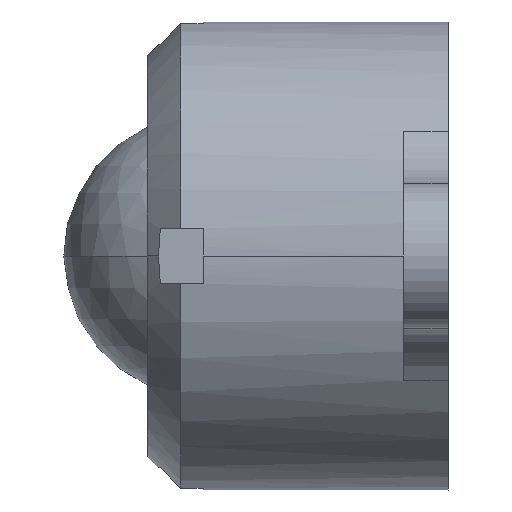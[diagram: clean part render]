
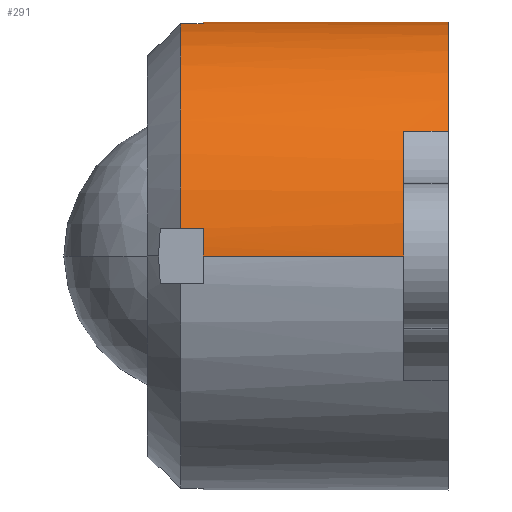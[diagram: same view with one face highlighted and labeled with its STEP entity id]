
A CAD part, left-side view. The second image highlights one B-rep face of the part: STEP entity #291.
In plain terms, the highlighted cylindrical face has radius 21 mm (diameter 42 mm), a partial arc.
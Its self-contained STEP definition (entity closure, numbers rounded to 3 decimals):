
#29 = VERTEX_POINT ( 'NONE', #459 ) ;
#31 = EDGE_CURVE ( 'NONE', #358, #29, #454, .T. ) ;
#44 = ORIENTED_EDGE ( 'NONE', *, *, #31, .T. ) ;
#291 = ADVANCED_FACE ( 'NONE', ( #908 ), #907, .T. ) ;
#292 = EDGE_LOOP ( 'NONE', ( #293, #297, #316, #318, #321, #324, #327, #344, #347, #350, #353, #356, #44, #403, #406, #409 ) ) ;
#293 = ORIENTED_EDGE ( 'NONE', *, *, #294, .T. ) ;
#294 = EDGE_CURVE ( 'NONE', #295, #296, #901, .T. ) ;
#295 = VERTEX_POINT ( 'NONE', #897 ) ;
#296 = VERTEX_POINT ( 'NONE', #896 ) ;
#297 = ORIENTED_EDGE ( 'NONE', *, *, #298, .T. ) ;
#298 = EDGE_CURVE ( 'NONE', #296, #299, #895, .T. ) ;
#299 = VERTEX_POINT ( 'NONE', #891 ) ;
#300 = VERTEX_POINT ( 'NONE', #890 ) ;
#316 = ORIENTED_EDGE ( 'NONE', *, *, #317, .F. ) ;
#317 = EDGE_CURVE ( 'NONE', #300, #299, #923, .T. ) ;
#318 = ORIENTED_EDGE ( 'NONE', *, *, #319, .F. ) ;
#319 = EDGE_CURVE ( 'NONE', #320, #300, #918, .T. ) ;
#320 = VERTEX_POINT ( 'NONE', #914 ) ;
#321 = ORIENTED_EDGE ( 'NONE', *, *, #322, .F. ) ;
#322 = EDGE_CURVE ( 'NONE', #323, #320, #970, .T. ) ;
#323 = VERTEX_POINT ( 'NONE', #965 ) ;
#324 = ORIENTED_EDGE ( 'NONE', *, *, #325, .F. ) ;
#325 = EDGE_CURVE ( 'NONE', #326, #323, #964, .T. ) ;
#326 = VERTEX_POINT ( 'NONE', #960 ) ;
#327 = ORIENTED_EDGE ( 'NONE', *, *, #328, .F. ) ;
#328 = EDGE_CURVE ( 'NONE', #329, #326, #959, .T. ) ;
#329 = VERTEX_POINT ( 'NONE', #954 ) ;
#344 = ORIENTED_EDGE ( 'NONE', *, *, #345, .F. ) ;
#345 = EDGE_CURVE ( 'NONE', #346, #329, #978, .T. ) ;
#346 = VERTEX_POINT ( 'NONE', #1032 ) ;
#347 = ORIENTED_EDGE ( 'NONE', *, *, #348, .F. ) ;
#348 = EDGE_CURVE ( 'NONE', #349, #346, #1030, .T. ) ;
#349 = VERTEX_POINT ( 'NONE', #1031 ) ;
#350 = ORIENTED_EDGE ( 'NONE', *, *, #351, .T. ) ;
#351 = EDGE_CURVE ( 'NONE', #349, #352, #1025, .T. ) ;
#352 = VERTEX_POINT ( 'NONE', #1021 ) ;
#353 = ORIENTED_EDGE ( 'NONE', *, *, #354, .T. ) ;
#354 = EDGE_CURVE ( 'NONE', #352, #355, #1020, .T. ) ;
#355 = VERTEX_POINT ( 'NONE', #1015 ) ;
#356 = ORIENTED_EDGE ( 'NONE', *, *, #357, .F. ) ;
#357 = EDGE_CURVE ( 'NONE', #358, #355, #1014, .T. ) ;
#358 = VERTEX_POINT ( 'NONE', #1010 ) ;
#403 = ORIENTED_EDGE ( 'NONE', *, *, #404, .T. ) ;
#404 = EDGE_CURVE ( 'NONE', #29, #405, #1145, .T. ) ;
#405 = VERTEX_POINT ( 'NONE', #1141 ) ;
#406 = ORIENTED_EDGE ( 'NONE', *, *, #407, .T. ) ;
#407 = EDGE_CURVE ( 'NONE', #405, #408, #1140, .T. ) ;
#408 = VERTEX_POINT ( 'NONE', #1135 ) ;
#409 = ORIENTED_EDGE ( 'NONE', *, *, #410, .F. ) ;
#410 = EDGE_CURVE ( 'NONE', #295, #408, #1134, .T. ) ;
#450 = DIRECTION ( 'NONE',  ( 1., 0., 0. ) ) ;
#451 = DIRECTION ( 'NONE',  ( 0., 1., 0. ) ) ;
#452 = CARTESIAN_POINT ( 'NONE',  ( 0., -23., 0. ) ) ;
#453 = AXIS2_PLACEMENT_3D ( 'NONE', #452, #451, #450 ) ;
#454 = CIRCLE ( 'NONE', #453, 21. ) ;
#459 = CARTESIAN_POINT ( 'NONE',  ( -17.778, -23., 11.177 ) ) ;
#890 = CARTESIAN_POINT ( 'NONE',  ( 20.851, -5., 2.5 ) ) ;
#891 = CARTESIAN_POINT ( 'NONE',  ( 21., -5., 0. ) ) ;
#892 = DIRECTION ( 'NONE',  ( 0., 1., 0. ) ) ;
#893 = VECTOR ( 'NONE', #892, 1000. ) ;
#894 = CARTESIAN_POINT ( 'NONE',  ( 21., 18.76, 0. ) ) ;
#895 = LINE ( 'NONE', #894, #893 ) ;
#896 = CARTESIAN_POINT ( 'NONE',  ( 21., -23., 0. ) ) ;
#897 = CARTESIAN_POINT ( 'NONE',  ( 17.778, -23., 11.177 ) ) ;
#898 = DIRECTION ( 'NONE',  ( -1., 0., 0. ) ) ;
#899 = DIRECTION ( 'NONE',  ( 0., 1., 0. ) ) ;
#900 = AXIS2_PLACEMENT_3D ( 'NONE', #906, #899, #898 ) ;
#901 = CIRCLE ( 'NONE', #900, 21. ) ;
#902 = DIRECTION ( 'NONE',  ( -1., 0., 0. ) ) ;
#903 = DIRECTION ( 'NONE',  ( 0., 1., 0. ) ) ;
#904 = CARTESIAN_POINT ( 'NONE',  ( 0., 18.76, 0. ) ) ;
#905 = AXIS2_PLACEMENT_3D ( 'NONE', #904, #903, #902 ) ;
#906 = CARTESIAN_POINT ( 'NONE',  ( 0., -23., 0. ) ) ;
#907 = CYLINDRICAL_SURFACE ( 'NONE', #905, 21. ) ;
#908 = FACE_OUTER_BOUND ( 'NONE', #292, .T. ) ;
#914 = CARTESIAN_POINT ( 'NONE',  ( 20.851, -3., 2.5 ) ) ;
#915 = DIRECTION ( 'NONE',  ( 0., -1., 0. ) ) ;
#916 = VECTOR ( 'NONE', #915, 1000. ) ;
#917 = CARTESIAN_POINT ( 'NONE',  ( 20.851, 18.76, 2.5 ) ) ;
#918 = LINE ( 'NONE', #917, #916 ) ;
#919 = DIRECTION ( 'NONE',  ( 0., 0., -1. ) ) ;
#920 = DIRECTION ( 'NONE',  ( 0., 1., 0. ) ) ;
#921 = CARTESIAN_POINT ( 'NONE',  ( 0., -5., 0. ) ) ;
#922 = AXIS2_PLACEMENT_3D ( 'NONE', #921, #920, #919 ) ;
#923 = CIRCLE ( 'NONE', #922, 21. ) ;
#954 = CARTESIAN_POINT ( 'NONE',  ( -2.5, -5., 20.851 ) ) ;
#955 = DIRECTION ( 'NONE',  ( 0., 0., -1. ) ) ;
#956 = DIRECTION ( 'NONE',  ( 0., 1., 0. ) ) ;
#957 = CARTESIAN_POINT ( 'NONE',  ( 0., -5., 0. ) ) ;
#958 = AXIS2_PLACEMENT_3D ( 'NONE', #957, #956, #955 ) ;
#959 = CIRCLE ( 'NONE', #958, 21. ) ;
#960 = CARTESIAN_POINT ( 'NONE',  ( 2.5, -5., 20.851 ) ) ;
#961 = DIRECTION ( 'NONE',  ( 0., 1., 0. ) ) ;
#962 = VECTOR ( 'NONE', #961, 1000. ) ;
#963 = CARTESIAN_POINT ( 'NONE',  ( 2.5, 18.76, 20.851 ) ) ;
#964 = LINE ( 'NONE', #963, #962 ) ;
#965 = CARTESIAN_POINT ( 'NONE',  ( 2.5, -3., 20.851 ) ) ;
#966 = DIRECTION ( 'NONE',  ( -1., 0., 0. ) ) ;
#967 = DIRECTION ( 'NONE',  ( 0., 1., 0. ) ) ;
#968 = CARTESIAN_POINT ( 'NONE',  ( 0., -3., 0. ) ) ;
#969 = AXIS2_PLACEMENT_3D ( 'NONE', #968, #967, #966 ) ;
#970 = CIRCLE ( 'NONE', #969, 21. ) ;
#971 = DIRECTION ( 'NONE',  ( 0., -1., 0. ) ) ;
#972 = VECTOR ( 'NONE', #971, 1000. ) ;
#973 = CARTESIAN_POINT ( 'NONE',  ( -2.5, 18.76, 20.851 ) ) ;
#978 = LINE ( 'NONE', #973, #972 ) ;
#1010 = CARTESIAN_POINT ( 'NONE',  ( -21., -23., 0. ) ) ;
#1011 = DIRECTION ( 'NONE',  ( 0., 1., 0. ) ) ;
#1012 = VECTOR ( 'NONE', #1011, 1000. ) ;
#1013 = CARTESIAN_POINT ( 'NONE',  ( -21., 18.76, 0. ) ) ;
#1014 = LINE ( 'NONE', #1013, #1012 ) ;
#1015 = CARTESIAN_POINT ( 'NONE',  ( -21., -5., 0. ) ) ;
#1016 = DIRECTION ( 'NONE',  ( 0., 0., 1. ) ) ;
#1017 = DIRECTION ( 'NONE',  ( 0., -1., 0. ) ) ;
#1018 = CARTESIAN_POINT ( 'NONE',  ( 0., -5., 0. ) ) ;
#1019 = AXIS2_PLACEMENT_3D ( 'NONE', #1018, #1017, #1016 ) ;
#1020 = CIRCLE ( 'NONE', #1019, 21. ) ;
#1021 = CARTESIAN_POINT ( 'NONE',  ( -20.851, -5., 2.5 ) ) ;
#1022 = DIRECTION ( 'NONE',  ( 0., -1., 0. ) ) ;
#1023 = VECTOR ( 'NONE', #1022, 1000. ) ;
#1024 = CARTESIAN_POINT ( 'NONE',  ( -20.851, 18.76, 2.5 ) ) ;
#1025 = LINE ( 'NONE', #1024, #1023 ) ;
#1026 = DIRECTION ( 'NONE',  ( -1., 0., 0. ) ) ;
#1027 = DIRECTION ( 'NONE',  ( 0., 1., 0. ) ) ;
#1028 = CARTESIAN_POINT ( 'NONE',  ( 0., -3., 0. ) ) ;
#1029 = AXIS2_PLACEMENT_3D ( 'NONE', #1028, #1027, #1026 ) ;
#1030 = CIRCLE ( 'NONE', #1029, 21. ) ;
#1031 = CARTESIAN_POINT ( 'NONE',  ( -20.851, -3., 2.5 ) ) ;
#1032 = CARTESIAN_POINT ( 'NONE',  ( -2.5, -3., 20.851 ) ) ;
#1131 = DIRECTION ( 'NONE',  ( 0., -1., 0. ) ) ;
#1132 = VECTOR ( 'NONE', #1131, 1000. ) ;
#1133 = CARTESIAN_POINT ( 'NONE',  ( 17.778, -23., 11.177 ) ) ;
#1134 = LINE ( 'NONE', #1133, #1132 ) ;
#1135 = CARTESIAN_POINT ( 'NONE',  ( 17.778, -27., 11.177 ) ) ;
#1136 = DIRECTION ( 'NONE',  ( -1., 0., 0. ) ) ;
#1137 = DIRECTION ( 'NONE',  ( 0., 1., 0. ) ) ;
#1138 = CARTESIAN_POINT ( 'NONE',  ( 0., -27., 0. ) ) ;
#1139 = AXIS2_PLACEMENT_3D ( 'NONE', #1138, #1137, #1136 ) ;
#1140 = CIRCLE ( 'NONE', #1139, 21. ) ;
#1141 = CARTESIAN_POINT ( 'NONE',  ( -17.778, -27., 11.177 ) ) ;
#1142 = DIRECTION ( 'NONE',  ( 0., -1., 0. ) ) ;
#1143 = VECTOR ( 'NONE', #1142, 1000. ) ;
#1144 = CARTESIAN_POINT ( 'NONE',  ( -17.778, -23., 11.177 ) ) ;
#1145 = LINE ( 'NONE', #1144, #1143 ) ;
